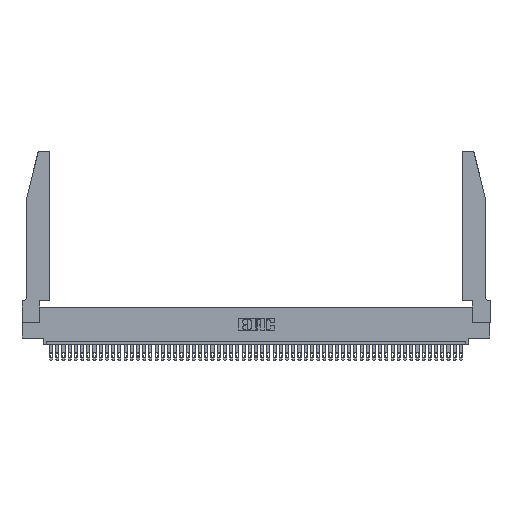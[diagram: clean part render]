
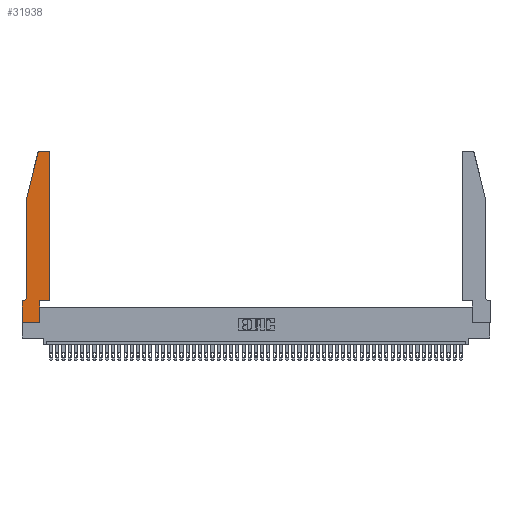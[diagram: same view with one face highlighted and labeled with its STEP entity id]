
A CAD part, top view. The second image highlights one B-rep face of the part: STEP entity #31938.
In plain terms, the highlighted planar face has unit normal (0, 0, 1).
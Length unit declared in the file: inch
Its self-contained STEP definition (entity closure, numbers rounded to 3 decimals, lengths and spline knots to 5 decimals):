
#993 = VERTEX_POINT ( 'NONE', #19248 ) ;
#1041 = VECTOR ( 'NONE', #43429, 39.37008 ) ;
#1636 = CARTESIAN_POINT ( 'NONE',  ( 0.25487, 2.72718, 0.37 ) ) ;
#2695 = CARTESIAN_POINT ( 'NONE',  ( 0., 0.35, 0.37 ) ) ;
#2740 = AXIS2_PLACEMENT_3D ( 'NONE', #5008, #17243, #24945 ) ;
#3319 = VERTEX_POINT ( 'NONE', #3972 ) ;
#3598 = CARTESIAN_POINT ( 'NONE',  ( 0.2865, 0.35, 0.37 ) ) ;
#3972 = CARTESIAN_POINT ( 'NONE',  ( 0.2865, 0.35, 0.37 ) ) ;
#4248 = ORIENTED_EDGE ( 'NONE', *, *, #15323, .T. ) ;
#5008 = CARTESIAN_POINT ( 'NONE',  ( 0.0055, 0.42, 0.37 ) ) ;
#5448 = CARTESIAN_POINT ( 'NONE',  ( 0.0755, 0.42, 0.37 ) ) ;
#5922 = EDGE_CURVE ( 'NONE', #12326, #993, #31643, .T. ) ;
#6131 = LINE ( 'NONE', #15351, #1041 ) ;
#6156 = ORIENTED_EDGE ( 'NONE', *, *, #17304, .T. ) ;
#6182 = CARTESIAN_POINT ( 'NONE',  ( 0.4205, 2.75, 0.37 ) ) ;
#6728 = CARTESIAN_POINT ( 'NONE',  ( 0.284, 2.75, 0.37 ) ) ;
#6839 = CARTESIAN_POINT ( 'NONE',  ( 0.2865, 0., 0.37 ) ) ;
#7373 = DIRECTION ( 'NONE',  ( 1., 0., 0. ) ) ;
#7797 = CARTESIAN_POINT ( 'NONE',  ( 0., 0., 0.37 ) ) ;
#8404 = ORIENTED_EDGE ( 'NONE', *, *, #18578, .T. ) ;
#8414 = ORIENTED_EDGE ( 'NONE', *, *, #50475, .T. ) ;
#8453 = ORIENTED_EDGE ( 'NONE', *, *, #30520, .T. ) ;
#9266 = VERTEX_POINT ( 'NONE', #22001 ) ;
#9702 = EDGE_CURVE ( 'NONE', #993, #42340, #24490, .T. ) ;
#10993 = LINE ( 'NONE', #23700, #35413 ) ;
#11353 = DIRECTION ( 'NONE',  ( 0., 1., 0. ) ) ;
#11377 = LINE ( 'NONE', #16520, #41382 ) ;
#12326 = VERTEX_POINT ( 'NONE', #17431 ) ;
#12443 = VERTEX_POINT ( 'NONE', #6839 ) ;
#12529 = DIRECTION ( 'NONE',  ( 1., 0., 0. ) ) ;
#13047 = VERTEX_POINT ( 'NONE', #6728 ) ;
#13762 = AXIS2_PLACEMENT_3D ( 'NONE', #2695, #39819, #41913 ) ;
#13836 = EDGE_CURVE ( 'NONE', #34850, #15518, #22914, .T. ) ;
#14501 = VERTEX_POINT ( 'NONE', #1636 ) ;
#15323 = EDGE_CURVE ( 'NONE', #42340, #13047, #18351, .T. ) ;
#15351 = CARTESIAN_POINT ( 'NONE',  ( 0., 0., 0.37 ) ) ;
#15518 = VERTEX_POINT ( 'NONE', #5448 ) ;
#15591 = AXIS2_PLACEMENT_3D ( 'NONE', #28602, #32293, #12529 ) ;
#16439 = ORIENTED_EDGE ( 'NONE', *, *, #9702, .T. ) ;
#16520 = CARTESIAN_POINT ( 'NONE',  ( 0.0755, 0.35, 0.37 ) ) ;
#17240 = CARTESIAN_POINT ( 'NONE',  ( 0.0755, 2., 0.37 ) ) ;
#17243 = DIRECTION ( 'NONE',  ( 0., 0., -1. ) ) ;
#17304 = EDGE_CURVE ( 'NONE', #13047, #14501, #42161, .T. ) ;
#17431 = CARTESIAN_POINT ( 'NONE',  ( 0.4505, 0.35, 0.37 ) ) ;
#17521 = LINE ( 'NONE', #3598, #35759 ) ;
#17866 = ORIENTED_EDGE ( 'NONE', *, *, #38419, .T. ) ;
#18351 = LINE ( 'NONE', #30000, #39076 ) ;
#18578 = EDGE_CURVE ( 'NONE', #12443, #3319, #17521, .T. ) ;
#19248 = CARTESIAN_POINT ( 'NONE',  ( 0.4505, 2.72, 0.37 ) ) ;
#19422 = DIRECTION ( 'NONE',  ( 0., 0., 1. ) ) ;
#20652 = LINE ( 'NONE', #35716, #50195 ) ;
#22001 = CARTESIAN_POINT ( 'NONE',  ( 0., 0.35, 0.37 ) ) ;
#22051 = LINE ( 'NONE', #7797, #34613 ) ;
#22185 = EDGE_CURVE ( 'NONE', #15518, #36396, #49777, .T. ) ;
#22914 = LINE ( 'NONE', #17240, #26050 ) ;
#23334 = ORIENTED_EDGE ( 'NONE', *, *, #36628, .T. ) ;
#23470 = CARTESIAN_POINT ( 'NONE',  ( 0.284, 2.72, 0.37 ) ) ;
#23700 = CARTESIAN_POINT ( 'NONE',  ( 0.0755, 2., 0.37 ) ) ;
#24490 = CIRCLE ( 'NONE', #15591, 0.03 ) ;
#24575 = EDGE_LOOP ( 'NONE', ( #4248, #6156, #23334, #45707, #50674, #8453, #8414, #26361, #8404, #17866, #28588, #16439 ) ) ;
#24889 = CARTESIAN_POINT ( 'NONE',  ( 0.0055, 0.35, 0.37 ) ) ;
#24945 = DIRECTION ( 'NONE',  ( -1., 0., 0. ) ) ;
#26050 = VECTOR ( 'NONE', #41980, 39.37008 ) ;
#26361 = ORIENTED_EDGE ( 'NONE', *, *, #47423, .T. ) ;
#26694 = PLANE ( 'NONE',  #13762 ) ;
#27082 = DIRECTION ( 'NONE',  ( 0., 1., 0. ) ) ;
#27241 = CARTESIAN_POINT ( 'NONE',  ( 0.4505, 0.35, 0.37 ) ) ;
#28588 = ORIENTED_EDGE ( 'NONE', *, *, #5922, .T. ) ;
#28602 = CARTESIAN_POINT ( 'NONE',  ( 0.4205, 2.72, 0.37 ) ) ;
#30000 = CARTESIAN_POINT ( 'NONE',  ( 0.2605, 2.75, 0.37 ) ) ;
#30520 = EDGE_CURVE ( 'NONE', #36396, #9266, #11377, .T. ) ;
#31356 = DIRECTION ( 'NONE',  ( 1., 0., 0. ) ) ;
#31643 = LINE ( 'NONE', #27241, #39225 ) ;
#31938 = ADVANCED_FACE ( 'NONE', ( #40023 ), #26694, .T. ) ;
#32293 = DIRECTION ( 'NONE',  ( 0., 0., 1. ) ) ;
#34367 = AXIS2_PLACEMENT_3D ( 'NONE', #23470, #19422, #31356 ) ;
#34613 = VECTOR ( 'NONE', #48051, 39.37008 ) ;
#34850 = VERTEX_POINT ( 'NONE', #39988 ) ;
#35413 = VECTOR ( 'NONE', #43228, 39.37008 ) ;
#35716 = CARTESIAN_POINT ( 'NONE',  ( 0.4505, 0.35, 0.37 ) ) ;
#35759 = VECTOR ( 'NONE', #11353, 39.37008 ) ;
#36396 = VERTEX_POINT ( 'NONE', #24889 ) ;
#36628 = EDGE_CURVE ( 'NONE', #14501, #34850, #10993, .T. ) ;
#37202 = DIRECTION ( 'NONE',  ( -1., 0., 0. ) ) ;
#38419 = EDGE_CURVE ( 'NONE', #3319, #12326, #20652, .T. ) ;
#39076 = VECTOR ( 'NONE', #50161, 39.37008 ) ;
#39225 = VECTOR ( 'NONE', #27082, 39.37008 ) ;
#39819 = DIRECTION ( 'NONE',  ( 0., 0., 1. ) ) ;
#39988 = CARTESIAN_POINT ( 'NONE',  ( 0.0755, 2., 0.37 ) ) ;
#40023 = FACE_OUTER_BOUND ( 'NONE', #24575, .T. ) ;
#41382 = VECTOR ( 'NONE', #37202, 39.37008 ) ;
#41913 = DIRECTION ( 'NONE',  ( 1., 0., 0. ) ) ;
#41980 = DIRECTION ( 'NONE',  ( 0., -1., 0. ) ) ;
#42161 = CIRCLE ( 'NONE', #34367, 0.03 ) ;
#42340 = VERTEX_POINT ( 'NONE', #6182 ) ;
#43228 = DIRECTION ( 'NONE',  ( -0.239, -0.971, 0. ) ) ;
#43429 = DIRECTION ( 'NONE',  ( 1., 0., 0. ) ) ;
#44661 = VERTEX_POINT ( 'NONE', #49668 ) ;
#45707 = ORIENTED_EDGE ( 'NONE', *, *, #13836, .T. ) ;
#47423 = EDGE_CURVE ( 'NONE', #44661, #12443, #6131, .T. ) ;
#48051 = DIRECTION ( 'NONE',  ( 0., -1., 0. ) ) ;
#49668 = CARTESIAN_POINT ( 'NONE',  ( 0., 0., 0.37 ) ) ;
#49777 = CIRCLE ( 'NONE', #2740, 0.07 ) ;
#50161 = DIRECTION ( 'NONE',  ( -1., 0., 0. ) ) ;
#50195 = VECTOR ( 'NONE', #7373, 39.37008 ) ;
#50475 = EDGE_CURVE ( 'NONE', #9266, #44661, #22051, .T. ) ;
#50674 = ORIENTED_EDGE ( 'NONE', *, *, #22185, .T. ) ;
